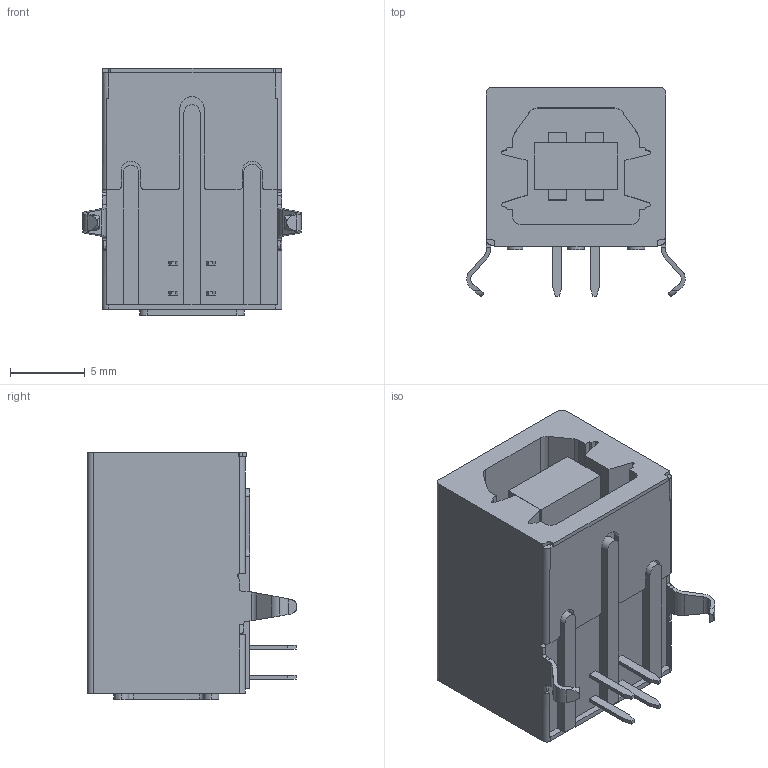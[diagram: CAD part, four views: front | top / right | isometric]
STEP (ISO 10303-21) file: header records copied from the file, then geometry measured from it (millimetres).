
FILE_DESCRIPTION(('STEP AP214'),'1');
FILE_NAME('usb_a-usbsb.stp','2015-02-26T11:40:24',('TraceParts'),('TraceParts S.A.'),'XStep 1.0',' ',' ');
FILE_SCHEMA(('automotive_design'));
Length unit declared in the file: millimetre
Products named in the file (1): 1
Bounding box: 14.6 x 14 x 16.5 mm (x, y, z)
Volume: 1418.6 mm3; surface area: 2006 mm2
Topology: 1 solids, 1 shells, 259 faces, 748 edges, 498 vertices
Faces by surface type: plane 185, cylinder 74
Entity records: 16828 total; most frequent: CARTESIAN_POINT 1534, STYLED_ITEM 1505, PRESENTATION_STYLE_ASSIGNMENT 1505, COLOUR_RGB 1505, ORIENTED_EDGE 1496, DIRECTION 1428, EDGE_CURVE 748, CURVE_STYLE 748
